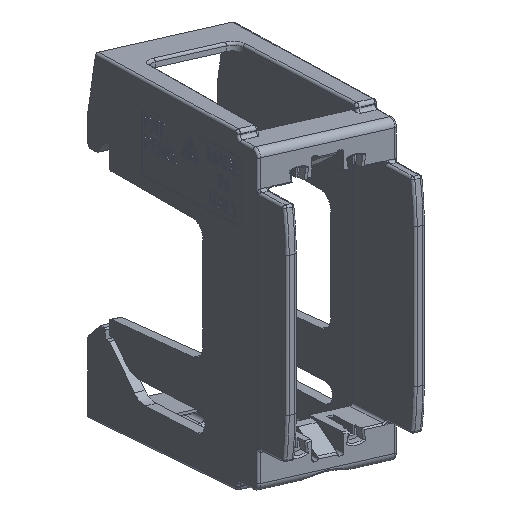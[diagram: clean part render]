
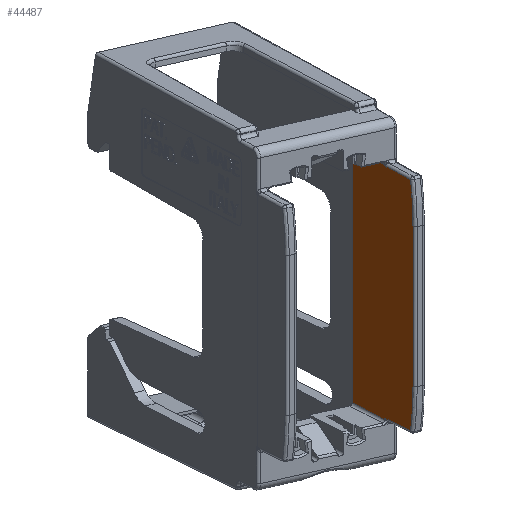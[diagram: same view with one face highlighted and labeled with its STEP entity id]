
A CAD part, top view. The second image highlights one B-rep face of the part: STEP entity #44487.
In plain terms, the highlighted face is planar.
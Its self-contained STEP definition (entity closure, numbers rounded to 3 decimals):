
#32822=CARTESIAN_POINT('Vertex',(22.25,41.,11.4)) ;
#33206=CARTESIAN_POINT('Vertex',(-22.25,41.,11.4)) ;
#33209=CARTESIAN_POINT('Line Origine',(0.,41.,11.4)) ;
#37141=CARTESIAN_POINT('Vertex',(-21.973,58.288,11.551)) ;
#37144=CARTESIAN_POINT('Line Origine',(-22.112,50.341,11.482)) ;
#37148=CARTESIAN_POINT('Vertex',(-22.105,50.7,11.485)) ;
#37311=CARTESIAN_POINT('Vertex',(-22.335,50.7,11.485)) ;
#39128=CARTESIAN_POINT('Vertex',(22.105,50.7,11.485)) ;
#39131=CARTESIAN_POINT('Line Origine',(22.112,50.341,11.482)) ;
#39135=CARTESIAN_POINT('Vertex',(21.973,58.288,11.551)) ;
#39300=CARTESIAN_POINT('Vertex',(22.335,50.7,11.485)) ;
#44425=CARTESIAN_POINT('Line Origine',(0.001,50.7,11.485)) ;
#44436=CARTESIAN_POINT('Axis2P3D Location',(0.,41.,11.4)) ;
#44442=CARTESIAN_POINT('Control Point',(22.335,50.7,11.485)) ;
#44443=CARTESIAN_POINT('Control Point',(22.25,41.,11.4)) ;
#44446=CARTESIAN_POINT('Control Point',(-22.335,50.7,11.485)) ;
#44447=CARTESIAN_POINT('Control Point',(-22.25,41.,11.4)) ;
#44449=CARTESIAN_POINT('Line Origine',(0.,50.7,11.485)) ;
#44455=CARTESIAN_POINT('Control Point',(-21.973,58.288,11.551)) ;
#44456=CARTESIAN_POINT('Control Point',(-19.35,58.764,11.555)) ;
#44457=CARTESIAN_POINT('Control Point',(-16.684,59.004,11.557)) ;
#44458=CARTESIAN_POINT('Control Point',(-14.018,59.004,11.557)) ;
#44459=CARTESIAN_POINT('Vertex',(-14.018,59.004,11.557)) ;
#44462=CARTESIAN_POINT('Line Origine',(0.,59.004,11.557)) ;
#44466=CARTESIAN_POINT('Vertex',(14.018,59.004,11.557)) ;
#44470=CARTESIAN_POINT('Control Point',(14.018,59.004,11.557)) ;
#44471=CARTESIAN_POINT('Control Point',(16.684,59.004,11.557)) ;
#44472=CARTESIAN_POINT('Control Point',(19.35,58.764,11.555)) ;
#44473=CARTESIAN_POINT('Control Point',(21.973,58.288,11.551)) ;
#33210=DIRECTION('Vector Direction',(1.,0.,0.)) ;
#37145=DIRECTION('Vector Direction',(0.017,1.,0.009)) ;
#39132=DIRECTION('Vector Direction',(-0.017,1.,0.009)) ;
#44426=DIRECTION('Vector Direction',(-1.,0.,0.)) ;
#44437=DIRECTION('Axis2P3D Direction',(0.,0.009,-1.)) ;
#44438=DIRECTION('Axis2P3D XDirection',(1.,0.,0.)) ;
#44450=DIRECTION('Vector Direction',(1.,0.,0.)) ;
#44463=DIRECTION('Vector Direction',(1.,0.,0.)) ;
#44439=AXIS2_PLACEMENT_3D('Plane Axis2P3D',#44436,#44437,#44438) ;
#44476=ORIENTED_EDGE('',*,*,#44444,.T.) ;
#44477=ORIENTED_EDGE('',*,*,#33213,.F.) ;
#44478=ORIENTED_EDGE('',*,*,#44448,.T.) ;
#44479=ORIENTED_EDGE('',*,*,#44453,.F.) ;
#44480=ORIENTED_EDGE('',*,*,#37150,.T.) ;
#44481=ORIENTED_EDGE('',*,*,#44461,.F.) ;
#44482=ORIENTED_EDGE('',*,*,#44468,.F.) ;
#44483=ORIENTED_EDGE('',*,*,#44474,.F.) ;
#44484=ORIENTED_EDGE('',*,*,#39137,.T.) ;
#44485=ORIENTED_EDGE('',*,*,#44429,.F.) ;
#33211=VECTOR('Line Direction',#33210,1.) ;
#37146=VECTOR('Line Direction',#37145,1.) ;
#39133=VECTOR('Line Direction',#39132,1.) ;
#44427=VECTOR('Line Direction',#44426,1.) ;
#44451=VECTOR('Line Direction',#44450,1.) ;
#44464=VECTOR('Line Direction',#44463,1.) ;
#44487=ADVANCED_FACE('PartBody',(#44486),#44440,.T.) ;
#44441=B_SPLINE_CURVE_WITH_KNOTS('',1,(#44442,#44443),.UNSPECIFIED.,.F.,.U.,(2,2),(-0.608,9.092),.UNSPECIFIED.) ;
#44445=B_SPLINE_CURVE_WITH_KNOTS('',1,(#44446,#44447),.UNSPECIFIED.,.F.,.U.,(2,2),(-0.608,9.092),.UNSPECIFIED.) ;
#44454=B_SPLINE_CURVE_WITH_KNOTS('',3,(#44455,#44456,#44457,#44458),.UNSPECIFIED.,.F.,.U.,(4,4),(14.909,26.284),.UNSPECIFIED.) ;
#44469=B_SPLINE_CURVE_WITH_KNOTS('',3,(#44470,#44471,#44472,#44473),.UNSPECIFIED.,.F.,.U.,(4,4),(65.436,76.81),.UNSPECIFIED.) ;
#33213=EDGE_CURVE('',#33207,#32823,#33212,.T.) ;
#37150=EDGE_CURVE('',#37149,#37142,#37147,.T.) ;
#39137=EDGE_CURVE('',#39136,#39129,#39134,.F.) ;
#44429=EDGE_CURVE('',#39301,#39129,#44428,.T.) ;
#44444=EDGE_CURVE('',#39301,#32823,#44441,.T.) ;
#44448=EDGE_CURVE('',#33207,#37312,#44445,.F.) ;
#44453=EDGE_CURVE('',#37149,#37312,#44452,.F.) ;
#44461=EDGE_CURVE('',#44460,#37142,#44454,.F.) ;
#44468=EDGE_CURVE('',#44467,#44460,#44465,.F.) ;
#44474=EDGE_CURVE('',#39136,#44467,#44469,.F.) ;
#44475=EDGE_LOOP('',(#44476,#44477,#44478,#44479,#44480,#44481,#44482,#44483,#44484,#44485)) ;
#44486=FACE_OUTER_BOUND('',#44475,.T.) ;
#33212=LINE('Line',#33209,#33211) ;
#37147=LINE('Line',#37144,#37146) ;
#39134=LINE('Line',#39131,#39133) ;
#44428=LINE('Line',#44425,#44427) ;
#44452=LINE('Line',#44449,#44451) ;
#44465=LINE('Line',#44462,#44464) ;
#44440=PLANE('',#44439) ;
#32823=VERTEX_POINT('',#32822) ;
#33207=VERTEX_POINT('',#33206) ;
#37142=VERTEX_POINT('',#37141) ;
#37149=VERTEX_POINT('',#37148) ;
#37312=VERTEX_POINT('',#37311) ;
#39129=VERTEX_POINT('',#39128) ;
#39136=VERTEX_POINT('',#39135) ;
#39301=VERTEX_POINT('',#39300) ;
#44460=VERTEX_POINT('',#44459) ;
#44467=VERTEX_POINT('',#44466) ;
